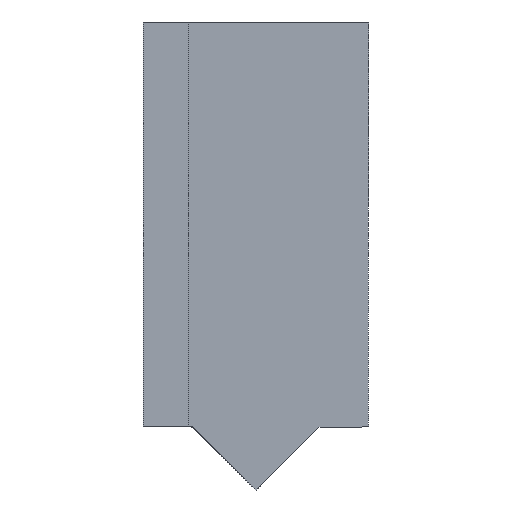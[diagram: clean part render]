
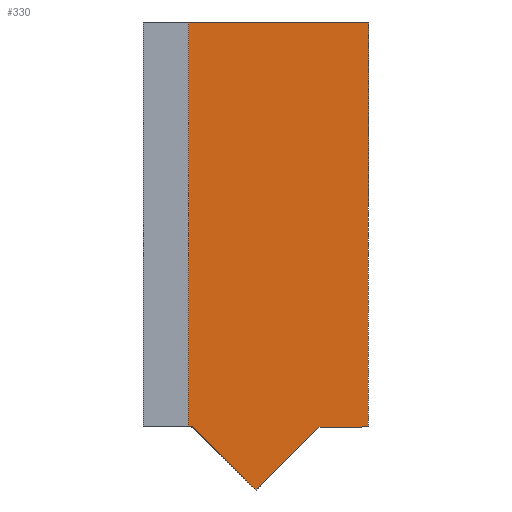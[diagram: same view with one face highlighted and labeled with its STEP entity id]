
A CAD part, front view. The second image highlights one B-rep face of the part: STEP entity #330.
In plain terms, the highlighted planar face has unit normal (0, -1, 0).
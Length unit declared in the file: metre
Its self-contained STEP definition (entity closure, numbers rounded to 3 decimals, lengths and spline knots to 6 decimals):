
#101=ORIENTED_EDGE('',*,*,#149,.T.);
#102=ORIENTED_EDGE('',*,*,#108,.T.);
#103=ORIENTED_EDGE('',*,*,#139,.F.);
#104=ORIENTED_EDGE('',*,*,#141,.F.);
#105=ORIENTED_EDGE('',*,*,#131,.T.);
#106=ORIENTED_EDGE('',*,*,#117,.F.);
#107=ORIENTED_EDGE('',*,*,#152,.T.);
#108=EDGE_CURVE('',#153,#154,#183,.T.);
#117=EDGE_CURVE('',#161,#163,#192,.T.);
#131=EDGE_CURVE('',#175,#163,#202,.T.);
#139=EDGE_CURVE('',#177,#154,#210,.T.);
#141=EDGE_CURVE('',#175,#177,#212,.T.);
#149=EDGE_CURVE('',#182,#153,#220,.T.);
#152=EDGE_CURVE('',#161,#182,#223,.T.);
#153=VERTEX_POINT('',#453);
#154=VERTEX_POINT('',#454);
#161=VERTEX_POINT('',#470);
#163=VERTEX_POINT('',#473);
#175=VERTEX_POINT('',#501);
#177=VERTEX_POINT('',#514);
#182=VERTEX_POINT('',#536);
#183=LINE('',#452,#224);
#192=LINE('',#472,#233);
#202=LINE('',#500,#243);
#210=LINE('',#516,#251);
#212=LINE('',#519,#253);
#220=LINE('',#535,#261);
#223=LINE('',#541,#264);
#224=VECTOR('',#369,1.);
#233=VECTOR('',#380,1.);
#243=VECTOR('',#402,1.);
#251=VECTOR('',#418,1.);
#253=VECTOR('',#422,1.);
#261=VECTOR('',#440,1.);
#264=VECTOR('',#447,1.);
#281=EDGE_LOOP('',(#101,#102,#103,#104,#105,#106,#107));
#298=FACE_BOUND('',#281,.T.);
#313=PLANE('',#364);
#330=ADVANCED_FACE('',(#298),#313,.T.);
#364=AXIS2_PLACEMENT_3D('',#542,#448,#449);
#369=DIRECTION('',(1.,0.,0.));
#380=DIRECTION('',(0.,0.,-1.));
#402=DIRECTION('',(1.,0.,0.));
#418=DIRECTION('',(-0.707,0.,0.707));
#422=DIRECTION('',(-0.707,0.,-0.707));
#440=DIRECTION('',(0.,0.,-1.));
#447=DIRECTION('',(-1.,0.,0.));
#448=DIRECTION('',(0.,-1.,0.));
#449=DIRECTION('',(0.,0.,-1.));
#452=CARTESIAN_POINT('',(-0.01475,-0.0485,0.));
#453=CARTESIAN_POINT('',(0.0875,-0.0485,0.));
#454=CARTESIAN_POINT('',(0.0876,-0.0485,0.));
#470=CARTESIAN_POINT('',(0.0915,-0.0485,0.009));
#472=CARTESIAN_POINT('',(0.0915,-0.0485,0.03));
#473=CARTESIAN_POINT('',(0.0915,-0.0485,0.));
#500=CARTESIAN_POINT('',(-0.01475,-0.0485,0.));
#501=CARTESIAN_POINT('',(0.0904,-0.0485,0.));
#514=CARTESIAN_POINT('',(0.089,-0.0485,-0.0014));
#516=CARTESIAN_POINT('',(0.0883,-0.0485,-0.0007));
#519=CARTESIAN_POINT('',(0.0897,-0.0485,-0.0007));
#535=CARTESIAN_POINT('',(0.0875,-0.0485,0.009));
#536=CARTESIAN_POINT('',(0.0875,-0.0485,0.009));
#541=CARTESIAN_POINT('',(0.0925,-0.0485,0.009));
#542=CARTESIAN_POINT('',(0.0925,-0.0485,0.009));
